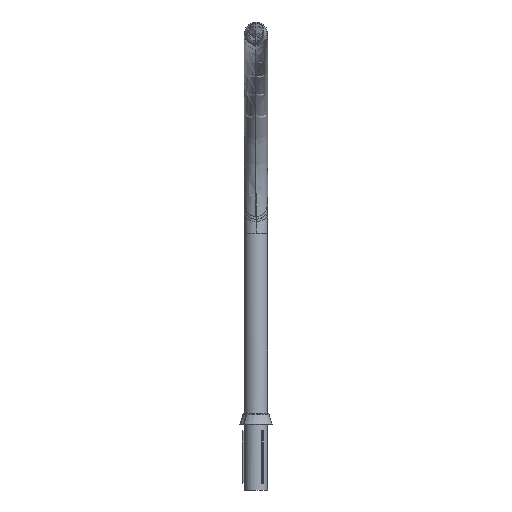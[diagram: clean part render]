
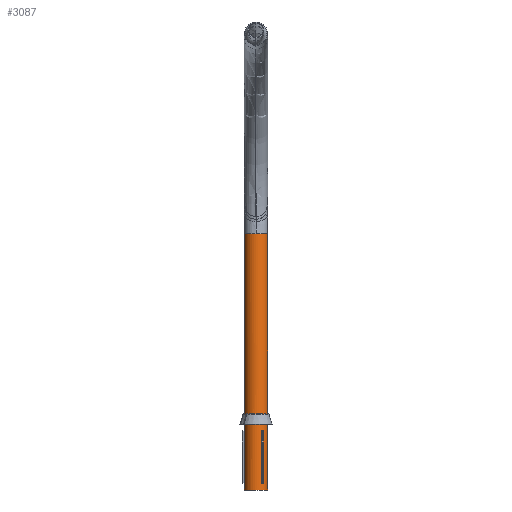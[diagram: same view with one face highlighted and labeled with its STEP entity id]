
A CAD part, left-side view. The second image highlights one B-rep face of the part: STEP entity #3087.
In plain terms, the highlighted cylindrical face has radius 44.45 mm (diameter 88.9 mm), a partial arc.
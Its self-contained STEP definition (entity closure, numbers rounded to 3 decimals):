
#45 = LINE ( 'NONE', #1767, #5012 ) ;
#85 = CARTESIAN_POINT ( 'NONE',  ( -0.986, -194.017, 44.44 ) ) ;
#89 = AXIS2_PLACEMENT_3D ( 'NONE', #5465, #2040, #4263 ) ;
#98 = AXIS2_PLACEMENT_3D ( 'NONE', #2667, #3951, #1237 ) ;
#126 = EDGE_CURVE ( 'NONE', #2775, #262, #1491, .T. ) ;
#247 = EDGE_CURVE ( 'NONE', #4818, #5161, #45, .T. ) ;
#262 = VERTEX_POINT ( 'NONE', #5567 ) ;
#367 = CIRCLE ( 'NONE', #98, 44.45 ) ;
#410 = ORIENTED_EDGE ( 'NONE', *, *, #247, .F. ) ;
#437 = LINE ( 'NONE', #2593, #2345 ) ;
#451 = CARTESIAN_POINT ( 'NONE',  ( -1.946, -194.251, 44.409 ) ) ;
#482 = CARTESIAN_POINT ( 'NONE',  ( -3.681, -195.188, 44.299 ) ) ;
#511 = CARTESIAN_POINT ( 'NONE',  ( -0.197, -193.939, 44.45 ) ) ;
#534 = CARTESIAN_POINT ( 'NONE',  ( -5.408, -197.321, 44.12 ) ) ;
#596 = CARTESIAN_POINT ( 'NONE',  ( 0., -250., -44.45 ) ) ;
#668 = B_SPLINE_CURVE_WITH_KNOTS ( 'NONE', 3,
 ( #3227, #3679, #1853, #2715, #3525, #962, #534, #5271, #2176, #5187, #2665, #1326, #482, #4376, #4857, #451, #3049, #85, #5242, #1414, #511, #1811 ),
 .UNSPECIFIED., .F., .F.,
 ( 4, 2, 2, 2, 2, 2, 2, 2, 2, 2, 4 ),
 ( 0., 0.001, 0.002, 0.003, 0.004, 0.005, 0.006, 0.007, 0.008, 0.009, 0.01 ),
 .UNSPECIFIED. ) ;
#723 = CIRCLE ( 'NONE', #3882, 44.45 ) ;
#957 = CARTESIAN_POINT ( 'NONE',  ( -44.45, 725.334, 0. ) ) ;
#962 = CARTESIAN_POINT ( 'NONE',  ( -5.493, -197.502, 44.109 ) ) ;
#1008 = CARTESIAN_POINT ( 'NONE',  ( 0., 0., 44.45 ) ) ;
#1103 = CARTESIAN_POINT ( 'NONE',  ( 0., -193.939, 44.45 ) ) ;
#1142 = CARTESIAN_POINT ( 'NONE',  ( -6.026, -250., 44.04 ) ) ;
#1146 = VERTEX_POINT ( 'NONE', #2808 ) ;
#1237 = DIRECTION ( 'NONE',  ( -1., 0., 0. ) ) ;
#1326 = CARTESIAN_POINT ( 'NONE',  ( -3.985, -195.439, 44.272 ) ) ;
#1414 = CARTESIAN_POINT ( 'NONE',  ( -0.394, -193.949, 44.449 ) ) ;
#1491 = LINE ( 'NONE', #1008, #4760 ) ;
#1567 = ORIENTED_EDGE ( 'NONE', *, *, #5139, .F. ) ;
#1767 = CARTESIAN_POINT ( 'NONE',  ( 0., 0., -44.45 ) ) ;
#1780 = VERTEX_POINT ( 'NONE', #957 ) ;
#1811 = CARTESIAN_POINT ( 'NONE',  ( 0., -193.939, 44.45 ) ) ;
#1853 = CARTESIAN_POINT ( 'NONE',  ( -5.986, -199.201, 44.045 ) ) ;
#2040 = DIRECTION ( 'NONE',  ( 0., -1., 0. ) ) ;
#2089 = DIRECTION ( 'NONE',  ( 0., 1., 0. ) ) ;
#2176 = CARTESIAN_POINT ( 'NONE',  ( -5.12, -196.802, 44.154 ) ) ;
#2177 = ORIENTED_EDGE ( 'NONE', *, *, #5305, .F. ) ;
#2178 = CARTESIAN_POINT ( 'NONE',  ( 0., 725.334, 0. ) ) ;
#2345 = VECTOR ( 'NONE', #4295, 1000. ) ;
#2514 = ORIENTED_EDGE ( 'NONE', *, *, #4117, .F. ) ;
#2541 = DIRECTION ( 'NONE',  ( 0., 0., 1. ) ) ;
#2593 = CARTESIAN_POINT ( 'NONE',  ( -6.026, 0., 44.04 ) ) ;
#2665 = CARTESIAN_POINT ( 'NONE',  ( -4.545, -196.004, 44.218 ) ) ;
#2667 = CARTESIAN_POINT ( 'NONE',  ( 0., 725.334, 0. ) ) ;
#2715 = CARTESIAN_POINT ( 'NONE',  ( -5.832, -198.427, 44.066 ) ) ;
#2737 = DIRECTION ( 'NONE',  ( 0., 1., 0. ) ) ;
#2775 = VERTEX_POINT ( 'NONE', #1103 ) ;
#2808 = CARTESIAN_POINT ( 'NONE',  ( -6.026, -200., 44.04 ) ) ;
#2970 = CARTESIAN_POINT ( 'NONE',  ( 0., 725.334, -44.45 ) ) ;
#2977 = EDGE_CURVE ( 'NONE', #1146, #2775, #668, .T. ) ;
#3049 = CARTESIAN_POINT ( 'NONE',  ( -1.57, -194.135, 44.424 ) ) ;
#3087 = ADVANCED_FACE ( 'NONE', ( #3351 ), #4197, .T. ) ;
#3227 = CARTESIAN_POINT ( 'NONE',  ( -6.026, -200., 44.04 ) ) ;
#3351 = FACE_OUTER_BOUND ( 'NONE', #3608, .T. ) ;
#3395 = VERTEX_POINT ( 'NONE', #1142 ) ;
#3525 = CARTESIAN_POINT ( 'NONE',  ( -5.718, -198.05, 44.081 ) ) ;
#3608 = EDGE_LOOP ( 'NONE', ( #410, #2514, #5466, #5085, #3665, #2177, #1567 ) ) ;
#3665 = ORIENTED_EDGE ( 'NONE', *, *, #126, .T. ) ;
#3679 = CARTESIAN_POINT ( 'NONE',  ( -6.026, -199.601, 44.04 ) ) ;
#3776 = CIRCLE ( 'NONE', #89, 44.45 ) ;
#3882 = AXIS2_PLACEMENT_3D ( 'NONE', #2178, #4749, #3895 ) ;
#3895 = DIRECTION ( 'NONE',  ( -1., 0., 0. ) ) ;
#3951 = DIRECTION ( 'NONE',  ( 0., 1., 0. ) ) ;
#3960 = DIRECTION ( 'NONE',  ( 0., 1., 0. ) ) ;
#4117 = EDGE_CURVE ( 'NONE', #3395, #4818, #3776, .T. ) ;
#4197 = CYLINDRICAL_SURFACE ( 'NONE', #4989, 44.45 ) ;
#4263 = DIRECTION ( 'NONE',  ( 1., 0., 0. ) ) ;
#4295 = DIRECTION ( 'NONE',  ( 0., 1., 0. ) ) ;
#4376 = CARTESIAN_POINT ( 'NONE',  ( -3.028, -194.747, 44.348 ) ) ;
#4428 = EDGE_CURVE ( 'NONE', #3395, #1146, #437, .T. ) ;
#4749 = DIRECTION ( 'NONE',  ( 0., 1., 0. ) ) ;
#4760 = VECTOR ( 'NONE', #2737, 1000. ) ;
#4818 = VERTEX_POINT ( 'NONE', #596 ) ;
#4857 = CARTESIAN_POINT ( 'NONE',  ( -2.675, -194.556, 44.371 ) ) ;
#4989 = AXIS2_PLACEMENT_3D ( 'NONE', #5517, #2089, #2541 ) ;
#5012 = VECTOR ( 'NONE', #3960, 1000. ) ;
#5085 = ORIENTED_EDGE ( 'NONE', *, *, #2977, .T. ) ;
#5139 = EDGE_CURVE ( 'NONE', #5161, #1780, #367, .T. ) ;
#5161 = VERTEX_POINT ( 'NONE', #2970 ) ;
#5187 = CARTESIAN_POINT ( 'NONE',  ( -4.794, -196.31, 44.191 ) ) ;
#5242 = CARTESIAN_POINT ( 'NONE',  ( -0.788, -193.988, 44.443 ) ) ;
#5271 = CARTESIAN_POINT ( 'NONE',  ( -5.221, -196.971, 44.142 ) ) ;
#5305 = EDGE_CURVE ( 'NONE', #1780, #262, #723, .T. ) ;
#5465 = CARTESIAN_POINT ( 'NONE',  ( 0., -250., 0. ) ) ;
#5466 = ORIENTED_EDGE ( 'NONE', *, *, #4428, .T. ) ;
#5517 = CARTESIAN_POINT ( 'NONE',  ( 0., 0., 0. ) ) ;
#5567 = CARTESIAN_POINT ( 'NONE',  ( 0., 725.334, 44.45 ) ) ;
